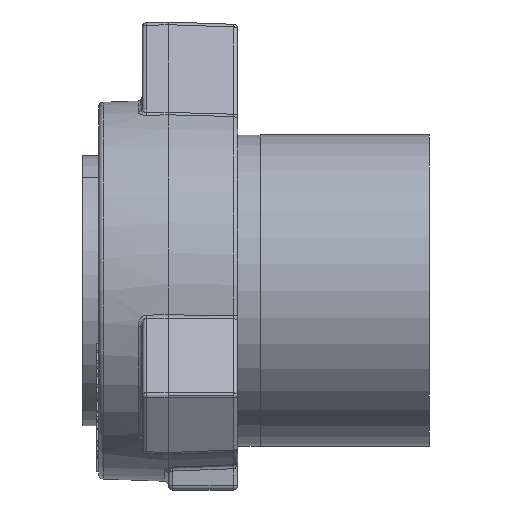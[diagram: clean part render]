
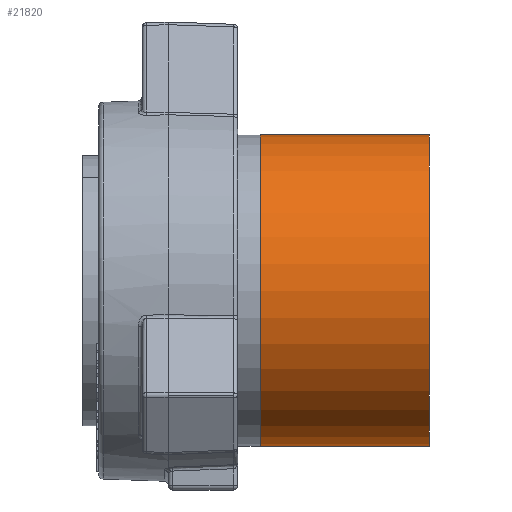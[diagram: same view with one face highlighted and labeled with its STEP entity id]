
A CAD part, left-side view. The second image highlights one B-rep face of the part: STEP entity #21820.
In plain terms, the highlighted cylindrical face has radius 57.15 mm (diameter 114.3 mm), a partial arc.
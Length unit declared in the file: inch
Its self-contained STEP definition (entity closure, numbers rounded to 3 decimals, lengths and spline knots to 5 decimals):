
#736 = VERTEX_POINT ( 'NONE', #7270 ) ;
#1024 = VERTEX_POINT ( 'NONE', #16140 ) ;
#1152 = EDGE_CURVE ( 'NONE', #13713, #19679, #17320, .T. ) ;
#2059 = DIRECTION ( 'NONE',  ( 0., -1., 0. ) ) ;
#2623 = CIRCLE ( 'NONE', #4509, 2.25 ) ;
#2911 = DIRECTION ( 'NONE',  ( 0., 1., 0. ) ) ;
#3340 = CARTESIAN_POINT ( 'NONE',  ( 0., 4.187, 0. ) ) ;
#4509 = AXIS2_PLACEMENT_3D ( 'NONE', #24104, #20422, #14809 ) ;
#5313 = DIRECTION ( 'NONE',  ( 0., 0., -1. ) ) ;
#6169 = ORIENTED_EDGE ( 'NONE', *, *, #17006, .T. ) ;
#6979 = CARTESIAN_POINT ( 'NONE',  ( 0., 0., -2.25 ) ) ;
#7093 = DIRECTION ( 'NONE',  ( 0., -1., 0. ) ) ;
#7270 = CARTESIAN_POINT ( 'NONE',  ( 0., 2.438, 2.25 ) ) ;
#7459 = LINE ( 'NONE', #16500, #18825 ) ;
#8316 = AXIS2_PLACEMENT_3D ( 'NONE', #10358, #2911, #15972 ) ;
#9369 = CYLINDRICAL_SURFACE ( 'NONE', #13584, 2.25 ) ;
#10358 = CARTESIAN_POINT ( 'NONE',  ( 0., 0., 0. ) ) ;
#10765 = EDGE_CURVE ( 'NONE', #736, #19679, #7459, .T. ) ;
#11392 = ORIENTED_EDGE ( 'NONE', *, *, #1152, .T. ) ;
#11618 = EDGE_CURVE ( 'NONE', #1024, #13713, #23462, .T. ) ;
#12827 = ORIENTED_EDGE ( 'NONE', *, *, #11618, .T. ) ;
#13584 = AXIS2_PLACEMENT_3D ( 'NONE', #3340, #7093, #5313 ) ;
#13713 = VERTEX_POINT ( 'NONE', #6979 ) ;
#14809 = DIRECTION ( 'NONE',  ( 0., 0., -1. ) ) ;
#15972 = DIRECTION ( 'NONE',  ( 0., 0., 1. ) ) ;
#16025 = CARTESIAN_POINT ( 'NONE',  ( 0., 0., 2.25 ) ) ;
#16090 = EDGE_LOOP ( 'NONE', ( #21726, #6169, #12827, #11392 ) ) ;
#16140 = CARTESIAN_POINT ( 'NONE',  ( 0., 2.438, -2.25 ) ) ;
#16194 = VECTOR ( 'NONE', #2059, 39.37008 ) ;
#16500 = CARTESIAN_POINT ( 'NONE',  ( 0., 4.187, 2.25 ) ) ;
#17006 = EDGE_CURVE ( 'NONE', #736, #1024, #2623, .T. ) ;
#17320 = CIRCLE ( 'NONE', #8316, 2.25 ) ;
#18294 = DIRECTION ( 'NONE',  ( 0., -1., 0. ) ) ;
#18825 = VECTOR ( 'NONE', #18294, 39.37008 ) ;
#19679 = VERTEX_POINT ( 'NONE', #16025 ) ;
#20157 = FACE_OUTER_BOUND ( 'NONE', #16090, .T. ) ;
#20422 = DIRECTION ( 'NONE',  ( 0., -1., 0. ) ) ;
#20631 = CARTESIAN_POINT ( 'NONE',  ( 0., 4.187, -2.25 ) ) ;
#21726 = ORIENTED_EDGE ( 'NONE', *, *, #10765, .F. ) ;
#21820 = ADVANCED_FACE ( 'NONE', ( #20157 ), #9369, .T. ) ;
#23462 = LINE ( 'NONE', #20631, #16194 ) ;
#24104 = CARTESIAN_POINT ( 'NONE',  ( 0., 2.438, 0. ) ) ;
